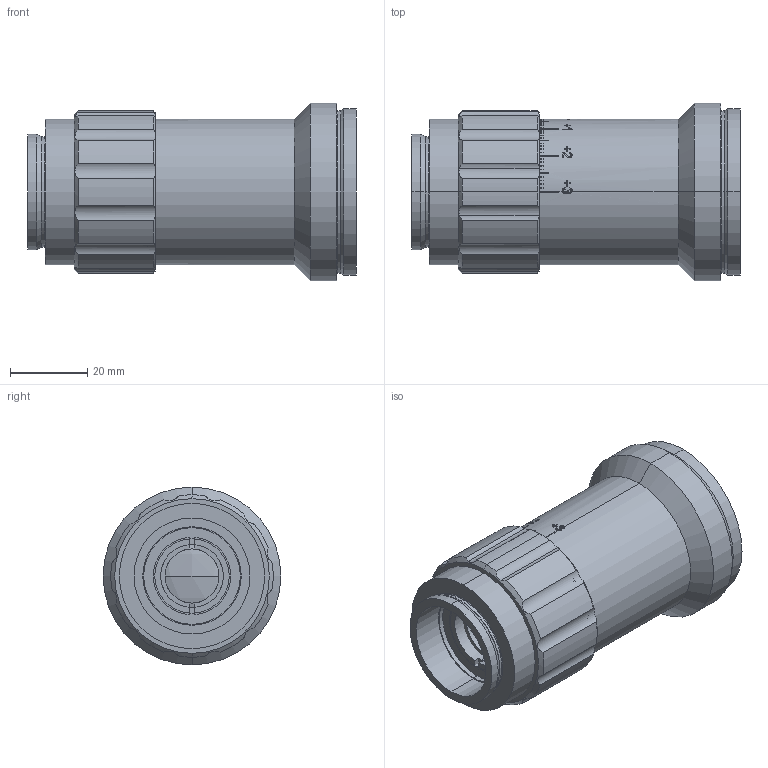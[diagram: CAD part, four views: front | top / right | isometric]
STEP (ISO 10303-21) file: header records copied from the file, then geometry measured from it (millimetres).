
FILE_DESCRIPTION (( 'STEP AP203' ), '1' );
FILE_NAME ('S6EXP0005_126_01.STEP', '2015-06-26T08:12:26', ( '' ), ( '' ), 'SwSTEP 2.0', 'SolidWorks 2014', '' );
FILE_SCHEMA (( 'CONFIG_CONTROL_DESIGN' ));
Length unit declared in the file: millimetre
Products named in the file (1): S6EXP0005_126_01
Bounding box: 85 x 46 x 46 mm (x, y, z)
Surface area: 19918.6 mm2 (no closed solid volume)
Topology: 0 solids, 20 shells, 389 faces, 1440 edges, 1021 vertices
Faces by surface type: plane 226, cylinder 80, bspline 50, cone 23, torus 8, sphere 2
Entity records: 22360 total; most frequent: CARTESIAN_POINT 10877, DIRECTION 2209, ORIENTED_EDGE 2163, EDGE_CURVE 1440, VERTEX_POINT 1021, VECTOR 795, LINE 795, AXIS2_PLACEMENT_3D 707
